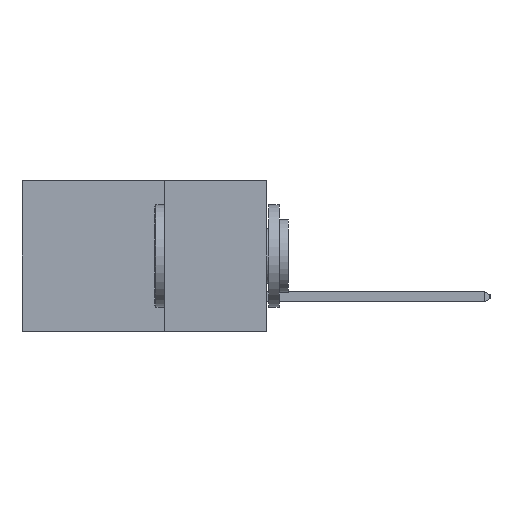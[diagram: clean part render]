
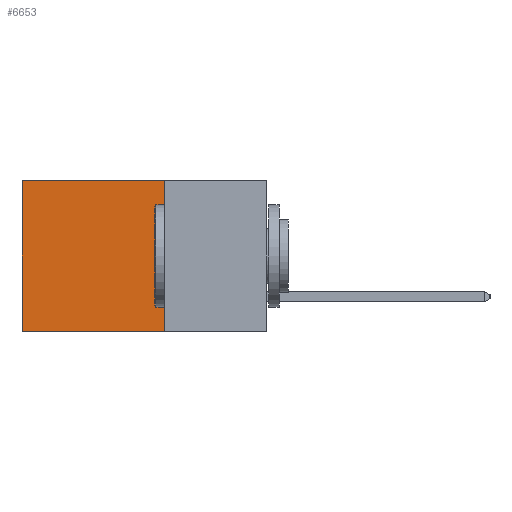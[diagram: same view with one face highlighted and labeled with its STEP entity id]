
A CAD part, left-side view. The second image highlights one B-rep face of the part: STEP entity #6653.
In plain terms, the highlighted planar face has unit normal (-1, 0, 0).
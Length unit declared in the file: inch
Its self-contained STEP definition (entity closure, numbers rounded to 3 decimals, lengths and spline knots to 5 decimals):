
#445 = CARTESIAN_POINT ( 'NONE',  ( 0.2875, 0.25, 0. ) ) ;
#511 = EDGE_LOOP ( 'NONE', ( #19106, #5771, #14845, #12697 ) ) ;
#1229 = VECTOR ( 'NONE', #15743, 39.37008 ) ;
#1289 = DIRECTION ( 'NONE',  ( 0., 0., -1. ) ) ;
#1755 = DIRECTION ( 'NONE',  ( 0., 1., 0. ) ) ;
#2919 = VERTEX_POINT ( 'NONE', #12229 ) ;
#3020 = LINE ( 'NONE', #445, #3787 ) ;
#3787 = VECTOR ( 'NONE', #1755, 39.37008 ) ;
#3930 = LINE ( 'NONE', #19695, #4223 ) ;
#4010 = DIRECTION ( 'NONE',  ( 0., 0., -1. ) ) ;
#4223 = VECTOR ( 'NONE', #13683, 39.37008 ) ;
#4382 = VERTEX_POINT ( 'NONE', #7217 ) ;
#4418 = PLANE ( 'NONE',  #6381 ) ;
#5771 = ORIENTED_EDGE ( 'NONE', *, *, #10775, .F. ) ;
#6381 = AXIS2_PLACEMENT_3D ( 'NONE', #7758, #17595, #1289 ) ;
#6653 = ADVANCED_FACE ( 'NONE', ( #16191 ), #4418, .F. ) ;
#7217 = CARTESIAN_POINT ( 'NONE',  ( 0.2875, 0.25, 0. ) ) ;
#7555 = EDGE_CURVE ( 'NONE', #4382, #2919, #14306, .T. ) ;
#7758 = CARTESIAN_POINT ( 'NONE',  ( 0.2875, 0.25, 0. ) ) ;
#8168 = VECTOR ( 'NONE', #4010, 39.37008 ) ;
#8862 = CARTESIAN_POINT ( 'NONE',  ( 0.2875, 0.6, 0. ) ) ;
#8907 = LINE ( 'NONE', #8862, #8168 ) ;
#10775 = EDGE_CURVE ( 'NONE', #2919, #19292, #3930, .T. ) ;
#12229 = CARTESIAN_POINT ( 'NONE',  ( 0.2875, 0.25, -0.37 ) ) ;
#12697 = ORIENTED_EDGE ( 'NONE', *, *, #17280, .T. ) ;
#13683 = DIRECTION ( 'NONE',  ( 0., 1., 0. ) ) ;
#13926 = CARTESIAN_POINT ( 'NONE',  ( 0.2875, 0.6, -0.37 ) ) ;
#14122 = CARTESIAN_POINT ( 'NONE',  ( 0.2875, 0.25, 0. ) ) ;
#14306 = LINE ( 'NONE', #14122, #1229 ) ;
#14845 = ORIENTED_EDGE ( 'NONE', *, *, #7555, .F. ) ;
#15743 = DIRECTION ( 'NONE',  ( 0., 0., -1. ) ) ;
#16191 = FACE_OUTER_BOUND ( 'NONE', #511, .T. ) ;
#16386 = VERTEX_POINT ( 'NONE', #16956 ) ;
#16930 = EDGE_CURVE ( 'NONE', #16386, #19292, #8907, .T. ) ;
#16956 = CARTESIAN_POINT ( 'NONE',  ( 0.2875, 0.6, 0. ) ) ;
#17280 = EDGE_CURVE ( 'NONE', #4382, #16386, #3020, .T. ) ;
#17595 = DIRECTION ( 'NONE',  ( 1., 0., 0. ) ) ;
#19106 = ORIENTED_EDGE ( 'NONE', *, *, #16930, .T. ) ;
#19292 = VERTEX_POINT ( 'NONE', #13926 ) ;
#19695 = CARTESIAN_POINT ( 'NONE',  ( 0.2875, 0.25, -0.37 ) ) ;
